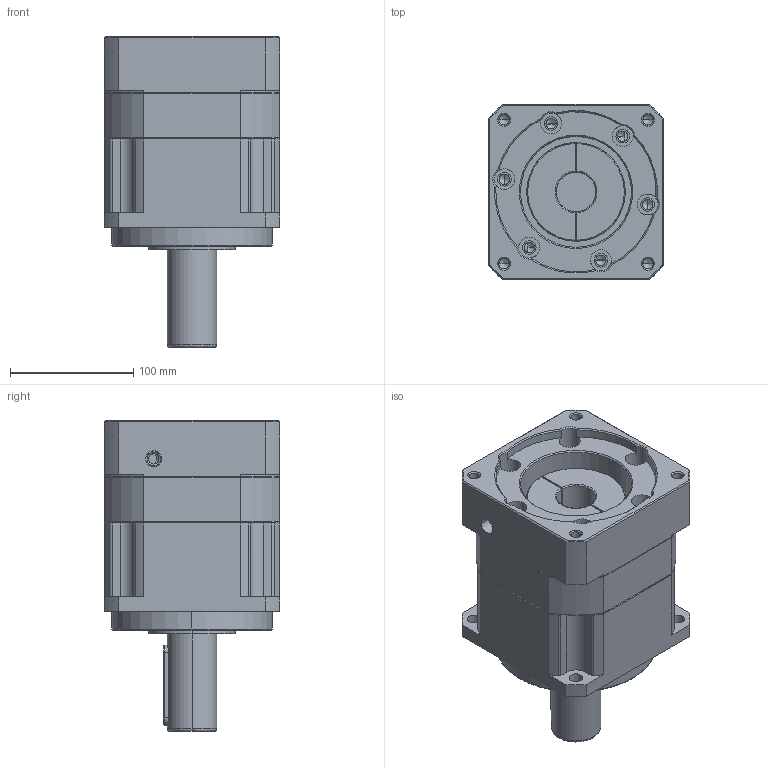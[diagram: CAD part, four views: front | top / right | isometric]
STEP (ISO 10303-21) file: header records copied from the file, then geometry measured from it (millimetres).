
FILE_DESCRIPTION (( 'STEP AP214' ), '1' );
FILE_NAME ('SB142-L1-32-130-165M10.STEP', '2021-12-18T05:49:37', ( 'admin' ), ( '' ), 'SwSTEP 2.0', 'SolidWorks 2013', '' );
FILE_SCHEMA (( 'AUTOMOTIVE_DESIGN' ));
Length unit declared in the file: millimetre
Products named in the file (4): SB142-130-165M10; SB142_X2_58F34F537AEF_X0_-24; SB142_X2_8F9351FA7AEF_X0_; SB142-L1-32-130-165M10
Assembly tree (3 placements, depth 2):
  SB142-L1-32-130-165M10
    SB142_X2_8F9351FA7AEF_X0_
    SB142_X2_58F34F537AEF_X0_-24
    SB142-130-165M10
Bounding box: 142 x 142 x 252 mm (x, y, z)
Volume: 3388047.6 mm3; surface area: 334176 mm2
Topology: 4 solids, 4 shells, 460 faces, 1167 edges, 720 vertices
Faces by surface type: cylinder 185, plane 148, cone 116, bspline 11
Entity records: 20309 total; most frequent: CARTESIAN_POINT 3992, DIRECTION 2405, ORIENTED_EDGE 2274, EDGE_CURVE 1137, AXIS2_PLACEMENT_3D 949, VERTEX_POINT 720, EDGE_LOOP 537, LINE 507
